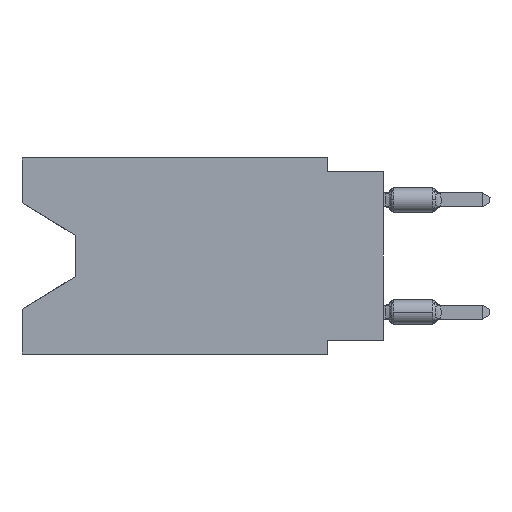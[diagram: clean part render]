
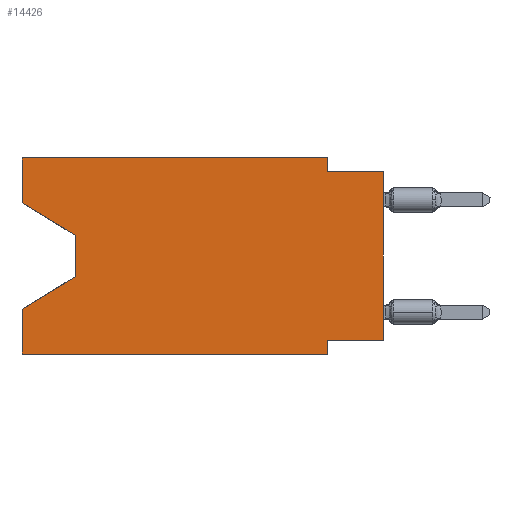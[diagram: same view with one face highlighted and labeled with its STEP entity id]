
A CAD part, left-side view. The second image highlights one B-rep face of the part: STEP entity #14426.
In plain terms, the highlighted planar face has unit normal (-1, 0, 0).
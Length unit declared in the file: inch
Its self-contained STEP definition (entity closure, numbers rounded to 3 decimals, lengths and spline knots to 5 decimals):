
#1313 = VECTOR ( 'NONE', #9229, 39.37008 ) ;
#1536 = EDGE_CURVE ( 'NONE', #13269, #3873, #29526, .T. ) ;
#1762 = VERTEX_POINT ( 'NONE', #46180 ) ;
#2698 = LINE ( 'NONE', #14110, #11872 ) ;
#3873 = VERTEX_POINT ( 'NONE', #4015 ) ;
#3941 = VECTOR ( 'NONE', #17746, 39.37008 ) ;
#4015 = CARTESIAN_POINT ( 'NONE',  ( 0., 0.1, -0.35 ) ) ;
#6434 = VERTEX_POINT ( 'NONE', #23701 ) ;
#6730 = EDGE_LOOP ( 'NONE', ( #42594, #9587, #45620, #12599, #22936, #16135, #36888, #46069, #16782, #25345, #27147, #45540 ) ) ;
#6739 = AXIS2_PLACEMENT_3D ( 'NONE', #24543, #10191, #24758 ) ;
#6784 = VERTEX_POINT ( 'NONE', #29839 ) ;
#7676 = LINE ( 'NONE', #18898, #35136 ) ;
#8280 = LINE ( 'NONE', #15648, #28782 ) ;
#8534 = CARTESIAN_POINT ( 'NONE',  ( 0., 0.645, 0. ) ) ;
#8590 = DIRECTION ( 'NONE',  ( 0., -0.855, -0.519 ) ) ;
#8609 = EDGE_CURVE ( 'NONE', #18445, #39151, #23584, .T. ) ;
#9229 = DIRECTION ( 'NONE',  ( 0., 0., 1. ) ) ;
#9587 = ORIENTED_EDGE ( 'NONE', *, *, #39594, .T. ) ;
#9816 = CARTESIAN_POINT ( 'NONE',  ( 0., 0., -0.025 ) ) ;
#9976 = FACE_OUTER_BOUND ( 'NONE', #6730, .T. ) ;
#10191 = DIRECTION ( 'NONE',  ( 1., 0., 0. ) ) ;
#10234 = EDGE_CURVE ( 'NONE', #6434, #1762, #41204, .T. ) ;
#11397 = CARTESIAN_POINT ( 'NONE',  ( 0., 0.1, -0.35 ) ) ;
#11872 = VECTOR ( 'NONE', #32014, 39.37008 ) ;
#12599 = ORIENTED_EDGE ( 'NONE', *, *, #41782, .F. ) ;
#13184 = LINE ( 'NONE', #38963, #29102 ) ;
#13269 = VERTEX_POINT ( 'NONE', #40241 ) ;
#14008 = EDGE_CURVE ( 'NONE', #34815, #6784, #28630, .T. ) ;
#14110 = CARTESIAN_POINT ( 'NONE',  ( 0., 0., 0. ) ) ;
#14426 = ADVANCED_FACE ( 'NONE', ( #9976 ), #35950, .F. ) ;
#14585 = DIRECTION ( 'NONE',  ( 0., 0., -1. ) ) ;
#15418 = VERTEX_POINT ( 'NONE', #44045 ) ;
#15648 = CARTESIAN_POINT ( 'NONE',  ( 0., 0.645, 0. ) ) ;
#16135 = ORIENTED_EDGE ( 'NONE', *, *, #1536, .F. ) ;
#16188 = VERTEX_POINT ( 'NONE', #19290 ) ;
#16782 = ORIENTED_EDGE ( 'NONE', *, *, #8609, .F. ) ;
#16911 = CARTESIAN_POINT ( 'NONE',  ( 0., 0.1, -0.025 ) ) ;
#17677 = CARTESIAN_POINT ( 'NONE',  ( 0., 0.55, -0.138 ) ) ;
#17746 = DIRECTION ( 'NONE',  ( 0., 0., -1. ) ) ;
#18445 = VERTEX_POINT ( 'NONE', #16911 ) ;
#18867 = VERTEX_POINT ( 'NONE', #25987 ) ;
#18898 = CARTESIAN_POINT ( 'NONE',  ( 0., 0.1, 0. ) ) ;
#19290 = CARTESIAN_POINT ( 'NONE',  ( 0., 0.645, -0.35 ) ) ;
#19346 = CARTESIAN_POINT ( 'NONE',  ( 0., 0., -0.325 ) ) ;
#20660 = LINE ( 'NONE', #38789, #3941 ) ;
#21106 = VERTEX_POINT ( 'NONE', #17677 ) ;
#22371 = EDGE_CURVE ( 'NONE', #15418, #13269, #44625, .T. ) ;
#22936 = ORIENTED_EDGE ( 'NONE', *, *, #43842, .T. ) ;
#22985 = VECTOR ( 'NONE', #46928, 39.37008 ) ;
#23072 = DIRECTION ( 'NONE',  ( 0., -1., 0. ) ) ;
#23476 = VECTOR ( 'NONE', #35301, 39.37008 ) ;
#23584 = LINE ( 'NONE', #35451, #46108 ) ;
#23701 = CARTESIAN_POINT ( 'NONE',  ( 0., 0.645, -0.08025 ) ) ;
#24543 = CARTESIAN_POINT ( 'NONE',  ( 0., 0.645, 0. ) ) ;
#24758 = DIRECTION ( 'NONE',  ( 0., 0., -1. ) ) ;
#25345 = ORIENTED_EDGE ( 'NONE', *, *, #38834, .F. ) ;
#25987 = CARTESIAN_POINT ( 'NONE',  ( 0., 0.1, 0. ) ) ;
#27147 = ORIENTED_EDGE ( 'NONE', *, *, #31084, .F. ) ;
#28630 = LINE ( 'NONE', #43164, #23476 ) ;
#28655 = EDGE_CURVE ( 'NONE', #15418, #39151, #2698, .T. ) ;
#28782 = VECTOR ( 'NONE', #23072, 39.37008 ) ;
#29102 = VECTOR ( 'NONE', #42068, 39.37008 ) ;
#29209 = VECTOR ( 'NONE', #29447, 39.37008 ) ;
#29447 = DIRECTION ( 'NONE',  ( 0., -1., 0. ) ) ;
#29526 = LINE ( 'NONE', #11397, #22985 ) ;
#29839 = CARTESIAN_POINT ( 'NONE',  ( 0., 0.645, -0.26975 ) ) ;
#30116 = VECTOR ( 'NONE', #44892, 39.37008 ) ;
#31084 = EDGE_CURVE ( 'NONE', #1762, #18867, #8280, .T. ) ;
#32014 = DIRECTION ( 'NONE',  ( 0., 0., 1. ) ) ;
#34315 = VECTOR ( 'NONE', #8590, 39.37008 ) ;
#34815 = VERTEX_POINT ( 'NONE', #39530 ) ;
#35136 = VECTOR ( 'NONE', #14585, 39.37008 ) ;
#35301 = DIRECTION ( 'NONE',  ( 0., 0.855, -0.519 ) ) ;
#35451 = CARTESIAN_POINT ( 'NONE',  ( 0., 0., -0.025 ) ) ;
#35950 = PLANE ( 'NONE',  #6739 ) ;
#36112 = CARTESIAN_POINT ( 'NONE',  ( 0., 0.645, -0.35 ) ) ;
#36888 = ORIENTED_EDGE ( 'NONE', *, *, #22371, .F. ) ;
#38314 = EDGE_CURVE ( 'NONE', #6434, #21106, #44865, .T. ) ;
#38789 = CARTESIAN_POINT ( 'NONE',  ( 0., 0.55, -0.138 ) ) ;
#38834 = EDGE_CURVE ( 'NONE', #18867, #18445, #7676, .T. ) ;
#38963 = CARTESIAN_POINT ( 'NONE',  ( 0., 0.645, 0. ) ) ;
#39151 = VERTEX_POINT ( 'NONE', #9816 ) ;
#39530 = CARTESIAN_POINT ( 'NONE',  ( 0., 0.55, -0.212 ) ) ;
#39594 = EDGE_CURVE ( 'NONE', #21106, #34815, #20660, .T. ) ;
#39710 = LINE ( 'NONE', #36112, #29209 ) ;
#40241 = CARTESIAN_POINT ( 'NONE',  ( 0., 0.1, -0.325 ) ) ;
#41204 = LINE ( 'NONE', #8534, #1313 ) ;
#41266 = CARTESIAN_POINT ( 'NONE',  ( 0., 0.645, -0.08025 ) ) ;
#41782 = EDGE_CURVE ( 'NONE', #16188, #6784, #13184, .T. ) ;
#42068 = DIRECTION ( 'NONE',  ( 0., 0., 1. ) ) ;
#42594 = ORIENTED_EDGE ( 'NONE', *, *, #38314, .T. ) ;
#43164 = CARTESIAN_POINT ( 'NONE',  ( 0., 0.55, -0.212 ) ) ;
#43842 = EDGE_CURVE ( 'NONE', #16188, #3873, #39710, .T. ) ;
#44045 = CARTESIAN_POINT ( 'NONE',  ( 0., 0., -0.325 ) ) ;
#44625 = LINE ( 'NONE', #19346, #30116 ) ;
#44865 = LINE ( 'NONE', #41266, #34315 ) ;
#44892 = DIRECTION ( 'NONE',  ( 0., 1., 0. ) ) ;
#45540 = ORIENTED_EDGE ( 'NONE', *, *, #10234, .F. ) ;
#45620 = ORIENTED_EDGE ( 'NONE', *, *, #14008, .T. ) ;
#45957 = DIRECTION ( 'NONE',  ( 0., -1., 0. ) ) ;
#46069 = ORIENTED_EDGE ( 'NONE', *, *, #28655, .T. ) ;
#46108 = VECTOR ( 'NONE', #45957, 39.37008 ) ;
#46180 = CARTESIAN_POINT ( 'NONE',  ( 0., 0.645, 0. ) ) ;
#46928 = DIRECTION ( 'NONE',  ( 0., 0., -1. ) ) ;
